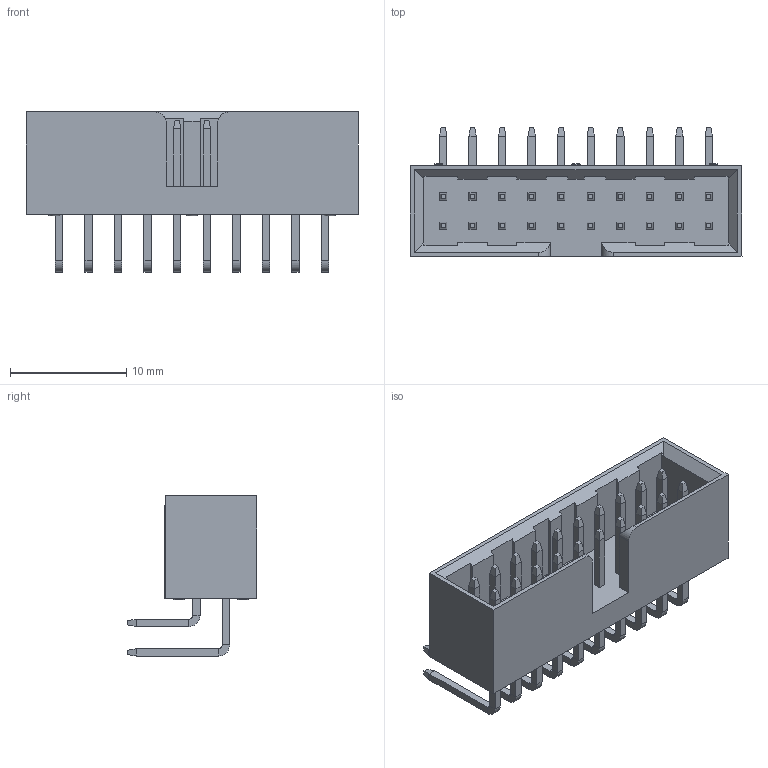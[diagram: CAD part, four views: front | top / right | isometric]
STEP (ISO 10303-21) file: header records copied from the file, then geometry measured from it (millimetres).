
FILE_DESCRIPTION( ('This file contains a STEP AP42 implementation' ,'as created by ZW3D STEP Interface translator.') ,'2;1' );
FILE_NAME( '3110A-XXRXXBK00X1.stp' ,'231215. 845 0', (''), ('ZWCAD Software Co.'), 'Version 1.0', 'ZW3D to STEP translator', '' );
FILE_SCHEMA(('AUTOMOTIVE_DESIGN { 1 0 10303 214 1 1 1 1 }'));
Length unit declared in the file: millimetre
Products named in the file (1): 0
Bounding box: 28.56 x 11.1 x 13.78 mm (x, y, z)
Volume: 1078.4 mm3; surface area: 2274.1 mm2
Topology: 1 solids, 1 shells, 660 faces, 1488 edges, 876 vertices
Faces by surface type: plane 597, cylinder 57, torus 6
Full cylindrical faces by diameter (mm): 0.95 x6
Entity records: 18610 total; most frequent: CARTESIAN_POINT 3791, ORIENTED_EDGE 2976, DIRECTION 2675, EDGE_CURVE 1488, VECTOR 1123, LINE 1123, VERTEX_POINT 876, AXIS2_PLACEMENT_3D 776
